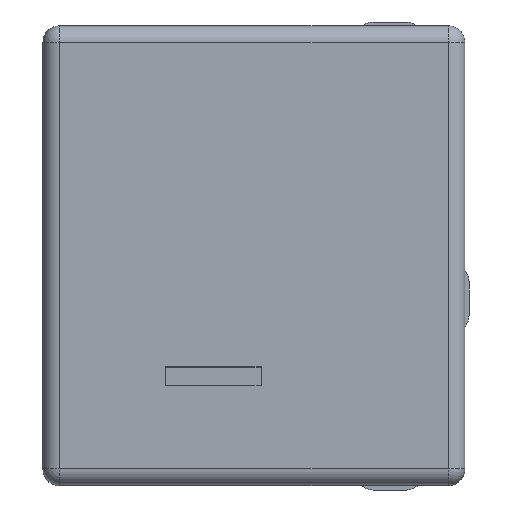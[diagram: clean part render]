
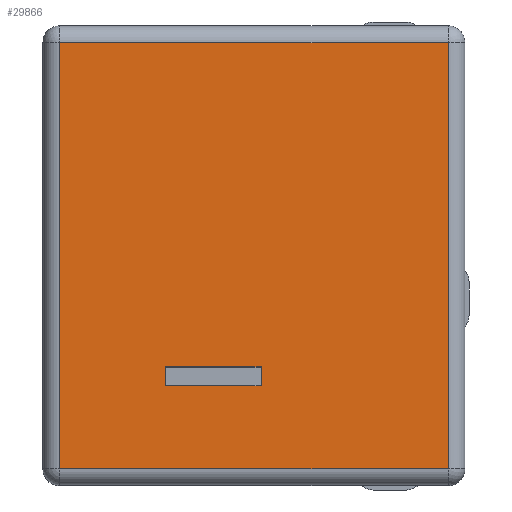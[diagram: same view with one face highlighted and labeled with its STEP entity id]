
A CAD part, top view. The second image highlights one B-rep face of the part: STEP entity #29866.
In plain terms, the highlighted planar face has unit normal (0, 0, 1).
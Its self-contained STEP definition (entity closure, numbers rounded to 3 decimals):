
#918=FACE_BOUND('',#6385,.T.);
#4569=FACE_OUTER_BOUND('',#6384,.T.);
#6384=EDGE_LOOP('',(#27269,#27270,#27271,#27272));
#6385=EDGE_LOOP('',(#27273,#27274,#27275,#27276));
#8944=LINE('',#61739,#11600);
#8947=LINE('',#61744,#11603);
#9024=LINE('',#61907,#11680);
#9026=LINE('',#61910,#11682);
#9030=LINE('',#61926,#11686);
#9034=LINE('',#61940,#11690);
#9041=LINE('',#61964,#11697);
#9042=LINE('',#61966,#11698);
#11600=VECTOR('',#41075,10.);
#11603=VECTOR('',#41080,10.);
#11680=VECTOR('',#41233,10.);
#11682=VECTOR('',#41237,10.);
#11686=VECTOR('',#41255,10.);
#11690=VECTOR('',#41273,10.);
#11697=VECTOR('',#41306,10.);
#11698=VECTOR('',#41309,10.);
#14486=VERTEX_POINT('',#61736);
#14487=VERTEX_POINT('',#61738);
#14488=VERTEX_POINT('',#61742);
#14536=VERTEX_POINT('',#61906);
#14539=VERTEX_POINT('',#61918);
#14541=VERTEX_POINT('',#61924);
#14544=VERTEX_POINT('',#61938);
#14547=VERTEX_POINT('',#61950);
#18698=EDGE_CURVE('',#14487,#14486,#8944,.T.);
#18701=EDGE_CURVE('',#14486,#14488,#8947,.T.);
#18782=EDGE_CURVE('',#14536,#14487,#9024,.T.);
#18784=EDGE_CURVE('',#14488,#14536,#9026,.T.);
#18792=EDGE_CURVE('',#14541,#14539,#9030,.T.);
#18799=EDGE_CURVE('',#14544,#14541,#9034,.T.);
#18811=EDGE_CURVE('',#14547,#14544,#9041,.T.);
#18812=EDGE_CURVE('',#14539,#14547,#9042,.T.);
#27269=ORIENTED_EDGE('',*,*,#18812,.F.);
#27270=ORIENTED_EDGE('',*,*,#18792,.F.);
#27271=ORIENTED_EDGE('',*,*,#18799,.F.);
#27272=ORIENTED_EDGE('',*,*,#18811,.F.);
#27273=ORIENTED_EDGE('',*,*,#18701,.T.);
#27274=ORIENTED_EDGE('',*,*,#18784,.T.);
#27275=ORIENTED_EDGE('',*,*,#18782,.T.);
#27276=ORIENTED_EDGE('',*,*,#18698,.T.);
#28186=PLANE('',#32867);
#29866=ADVANCED_FACE('',(#4569,#918),#28186,.T.);
#32867=AXIS2_PLACEMENT_3D('',#61967,#41310,#41311);
#41075=DIRECTION('',(1.,0.,0.));
#41080=DIRECTION('',(0.,-1.,0.));
#41233=DIRECTION('',(0.,1.,0.));
#41237=DIRECTION('',(-1.,0.,0.));
#41255=DIRECTION('',(-1.,0.,0.));
#41273=DIRECTION('',(0.,-1.,0.));
#41306=DIRECTION('',(1.,0.,0.));
#41309=DIRECTION('',(0.,1.,0.));
#41310=DIRECTION('center_axis',(0.,0.,1.));
#41311=DIRECTION('ref_axis',(-1.,0.,0.));
#61736=CARTESIAN_POINT('',(23.1,11.7,33.9));
#61738=CARTESIAN_POINT('',(11.7,11.7,33.9));
#61739=CARTESIAN_POINT('',(22.8,11.7,33.9));
#61742=CARTESIAN_POINT('',(23.1,9.4,33.9));
#61744=CARTESIAN_POINT('',(23.1,17.2,33.9));
#61906=CARTESIAN_POINT('',(11.7,9.4,33.9));
#61907=CARTESIAN_POINT('',(11.7,18.35,33.9));
#61910=CARTESIAN_POINT('',(17.1,9.4,33.9));
#61918=CARTESIAN_POINT('',(-1.,-0.5,33.9));
#61924=CARTESIAN_POINT('',(45.5,-0.5,33.9));
#61926=CARTESIAN_POINT('',(11.75,-0.5,33.9));
#61938=CARTESIAN_POINT('',(45.5,50.5,33.9));
#61940=CARTESIAN_POINT('',(45.5,13.,33.9));
#61950=CARTESIAN_POINT('',(-1.,50.5,33.9));
#61964=CARTESIAN_POINT('',(33.25,50.5,33.9));
#61966=CARTESIAN_POINT('',(-1.,25.,33.9));
#61967=CARTESIAN_POINT('Origin',(22.5,25.,33.9));
